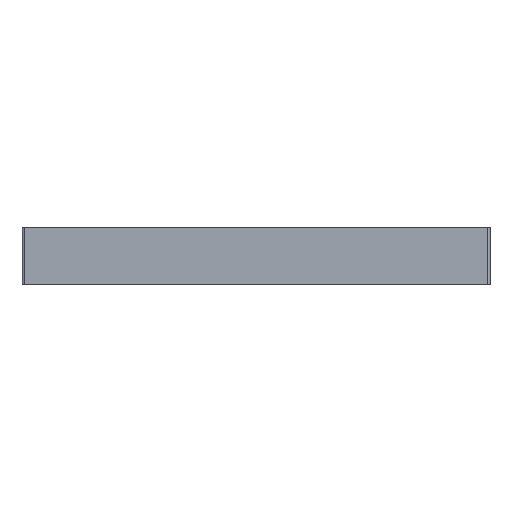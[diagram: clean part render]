
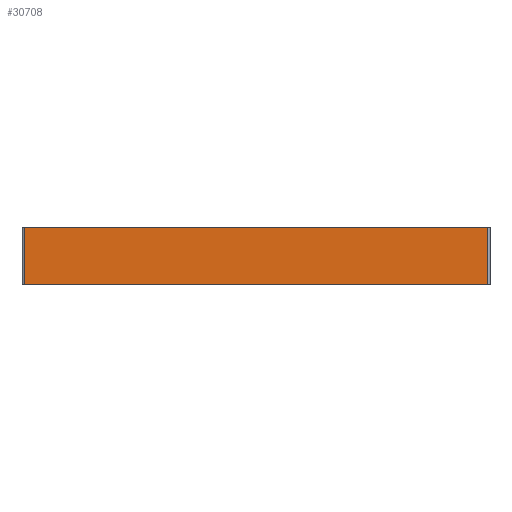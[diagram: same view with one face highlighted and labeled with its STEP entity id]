
A CAD part, front view. The second image highlights one B-rep face of the part: STEP entity #30708.
In plain terms, the highlighted planar face has unit normal (0, -1, 0).
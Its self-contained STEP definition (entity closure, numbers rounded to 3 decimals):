
#44 = PLANE('',#45);
#45 = AXIS2_PLACEMENT_3D('',#46,#47,#48);
#46 = CARTESIAN_POINT('',(0.,0.,35.));
#47 = DIRECTION('',(0.,0.,1.));
#48 = DIRECTION('',(1.,0.,0.));
#72 = CYLINDRICAL_SURFACE('',#73,1.5);
#73 = AXIS2_PLACEMENT_3D('',#74,#75,#76);
#74 = CARTESIAN_POINT('',(1.5,1.5,0.));
#75 = DIRECTION('',(0.,0.,1.));
#76 = DIRECTION('',(-1.,0.,0.));
#100 = PLANE('',#101);
#101 = AXIS2_PLACEMENT_3D('',#102,#103,#104);
#102 = CARTESIAN_POINT('',(0.,0.,0.));
#103 = DIRECTION('',(0.,0.,1.));
#104 = DIRECTION('',(1.,0.,0.));
#313 = VERTEX_POINT('',#314);
#314 = CARTESIAN_POINT('',(1.5,0.,35.));
#336 = EDGE_CURVE('',#313,#337,#339,.T.);
#337 = VERTEX_POINT('',#338);
#338 = CARTESIAN_POINT('',(281.,0.,35.));
#339 = SURFACE_CURVE('',#340,(#344,#351),.PCURVE_S1.);
#340 = LINE('',#341,#342);
#341 = CARTESIAN_POINT('',(0.,0.,35.));
#342 = VECTOR('',#343,1.);
#343 = DIRECTION('',(1.,0.,0.));
#344 = PCURVE('',#44,#345);
#345 = DEFINITIONAL_REPRESENTATION('',(#346),#350);
#346 = LINE('',#347,#348);
#347 = CARTESIAN_POINT('',(0.,0.));
#348 = VECTOR('',#349,1.);
#349 = DIRECTION('',(1.,0.));
#350 = ( GEOMETRIC_REPRESENTATION_CONTEXT(2) 
PARAMETRIC_REPRESENTATION_CONTEXT() REPRESENTATION_CONTEXT('2D SPACE',''
  ) );
#351 = PCURVE('',#352,#357);
#352 = PLANE('',#353);
#353 = AXIS2_PLACEMENT_3D('',#354,#355,#356);
#354 = CARTESIAN_POINT('',(0.,0.,0.));
#355 = DIRECTION('',(0.,1.,0.));
#356 = DIRECTION('',(0.,0.,1.));
#357 = DEFINITIONAL_REPRESENTATION('',(#358),#362);
#358 = LINE('',#359,#360);
#359 = CARTESIAN_POINT('',(35.,0.));
#360 = VECTOR('',#361,1.);
#361 = DIRECTION('',(0.,1.));
#362 = ( GEOMETRIC_REPRESENTATION_CONTEXT(2) 
PARAMETRIC_REPRESENTATION_CONTEXT() REPRESENTATION_CONTEXT('2D SPACE',''
  ) );
#381 = CYLINDRICAL_SURFACE('',#382,1.5);
#382 = AXIS2_PLACEMENT_3D('',#383,#384,#385);
#383 = CARTESIAN_POINT('',(281.,1.5,0.));
#384 = DIRECTION('',(0.,0.,1.));
#385 = DIRECTION('',(0.,-1.,0.));
#15755 = VERTEX_POINT('',#15756);
#15756 = CARTESIAN_POINT('',(1.5,0.,0.));
#15778 = EDGE_CURVE('',#15755,#15779,#15781,.T.);
#15779 = VERTEX_POINT('',#15780);
#15780 = CARTESIAN_POINT('',(281.,0.,0.));
#15781 = SURFACE_CURVE('',#15782,(#15786,#15793),.PCURVE_S1.);
#15782 = LINE('',#15783,#15784);
#15783 = CARTESIAN_POINT('',(0.,0.,0.));
#15784 = VECTOR('',#15785,1.);
#15785 = DIRECTION('',(1.,0.,0.));
#15786 = PCURVE('',#100,#15787);
#15787 = DEFINITIONAL_REPRESENTATION('',(#15788),#15792);
#15788 = LINE('',#15789,#15790);
#15789 = CARTESIAN_POINT('',(0.,0.));
#15790 = VECTOR('',#15791,1.);
#15791 = DIRECTION('',(1.,0.));
#15792 = ( GEOMETRIC_REPRESENTATION_CONTEXT(2) 
PARAMETRIC_REPRESENTATION_CONTEXT() REPRESENTATION_CONTEXT('2D SPACE',''
  ) );
#15793 = PCURVE('',#352,#15794);
#15794 = DEFINITIONAL_REPRESENTATION('',(#15795),#15799);
#15795 = LINE('',#15796,#15797);
#15796 = CARTESIAN_POINT('',(0.,0.));
#15797 = VECTOR('',#15798,1.);
#15798 = DIRECTION('',(0.,1.));
#15799 = ( GEOMETRIC_REPRESENTATION_CONTEXT(2) 
PARAMETRIC_REPRESENTATION_CONTEXT() REPRESENTATION_CONTEXT('2D SPACE',''
  ) );
#16822 = EDGE_CURVE('',#15755,#313,#16823,.T.);
#16823 = SURFACE_CURVE('',#16824,(#16828,#16835),.PCURVE_S1.);
#16824 = LINE('',#16825,#16826);
#16825 = CARTESIAN_POINT('',(1.5,0.,0.));
#16826 = VECTOR('',#16827,1.);
#16827 = DIRECTION('',(0.,0.,1.));
#16828 = PCURVE('',#72,#16829);
#16829 = DEFINITIONAL_REPRESENTATION('',(#16830),#16834);
#16830 = LINE('',#16831,#16832);
#16831 = CARTESIAN_POINT('',(1.571,0.));
#16832 = VECTOR('',#16833,1.);
#16833 = DIRECTION('',(0.,1.));
#16834 = ( GEOMETRIC_REPRESENTATION_CONTEXT(2) 
PARAMETRIC_REPRESENTATION_CONTEXT() REPRESENTATION_CONTEXT('2D SPACE',''
  ) );
#16835 = PCURVE('',#352,#16836);
#16836 = DEFINITIONAL_REPRESENTATION('',(#16837),#16841);
#16837 = LINE('',#16838,#16839);
#16838 = CARTESIAN_POINT('',(0.,1.5));
#16839 = VECTOR('',#16840,1.);
#16840 = DIRECTION('',(1.,0.));
#16841 = ( GEOMETRIC_REPRESENTATION_CONTEXT(2) 
PARAMETRIC_REPRESENTATION_CONTEXT() REPRESENTATION_CONTEXT('2D SPACE',''
  ) );
#30688 = EDGE_CURVE('',#15779,#337,#30689,.T.);
#30689 = SURFACE_CURVE('',#30690,(#30694,#30701),.PCURVE_S1.);
#30690 = LINE('',#30691,#30692);
#30691 = CARTESIAN_POINT('',(281.,0.,0.));
#30692 = VECTOR('',#30693,1.);
#30693 = DIRECTION('',(0.,0.,1.));
#30694 = PCURVE('',#381,#30695);
#30695 = DEFINITIONAL_REPRESENTATION('',(#30696),#30700);
#30696 = LINE('',#30697,#30698);
#30697 = CARTESIAN_POINT('',(0.,0.));
#30698 = VECTOR('',#30699,1.);
#30699 = DIRECTION('',(0.,1.));
#30700 = ( GEOMETRIC_REPRESENTATION_CONTEXT(2) 
PARAMETRIC_REPRESENTATION_CONTEXT() REPRESENTATION_CONTEXT('2D SPACE',''
  ) );
#30701 = PCURVE('',#352,#30702);
#30702 = DEFINITIONAL_REPRESENTATION('',(#30703),#30707);
#30703 = LINE('',#30704,#30705);
#30704 = CARTESIAN_POINT('',(0.,281.));
#30705 = VECTOR('',#30706,1.);
#30706 = DIRECTION('',(1.,0.));
#30707 = ( GEOMETRIC_REPRESENTATION_CONTEXT(2) 
PARAMETRIC_REPRESENTATION_CONTEXT() REPRESENTATION_CONTEXT('2D SPACE',''
  ) );
#30708 = ADVANCED_FACE('',(#30709),#352,.F.);
#30709 = FACE_BOUND('',#30710,.F.);
#30710 = EDGE_LOOP('',(#30711,#30712,#30713,#30714));
#30711 = ORIENTED_EDGE('',*,*,#15778,.F.);
#30712 = ORIENTED_EDGE('',*,*,#16822,.T.);
#30713 = ORIENTED_EDGE('',*,*,#336,.T.);
#30714 = ORIENTED_EDGE('',*,*,#30688,.F.);
